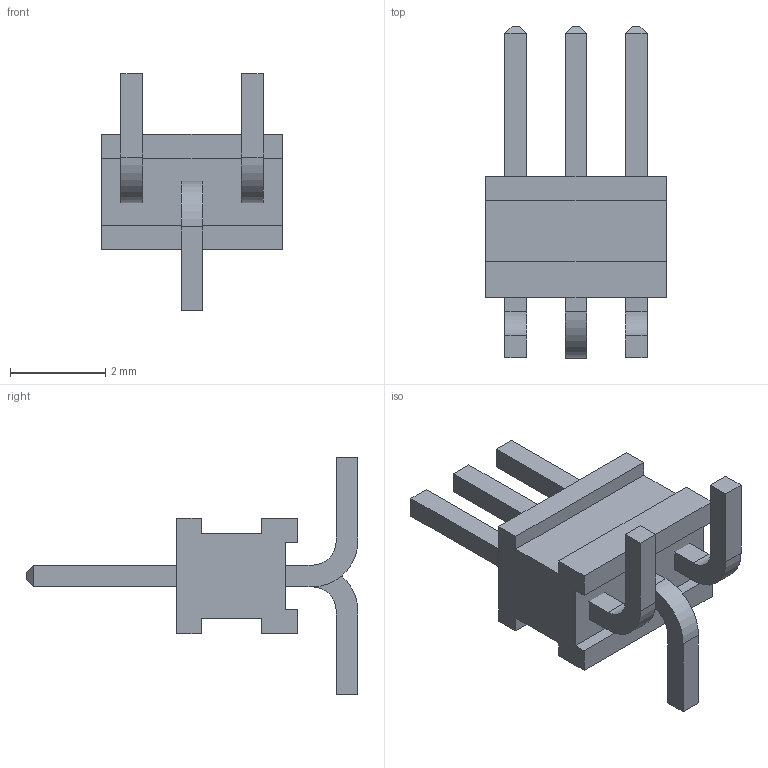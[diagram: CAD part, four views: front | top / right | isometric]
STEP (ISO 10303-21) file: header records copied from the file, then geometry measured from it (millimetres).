
FILE_DESCRIPTION(/* description */ (''),/* implementation_level */ '2;1');
FILE_NAME(/* name */ 'FTR-103-03-G-S Actual.step',/* time_stamp */ '2020-02-28T16:44:50+08:00',/* author */ (''),/* organization */ (''),/* preprocessor_version */ 'ST-DEVELOPER v18',/* originating_system */ 'Autodesk Translation Framework v8.12.0.6',/* authorisation */ '');
FILE_SCHEMA (('AUTOMOTIVE_DESIGN { 1 0 10303 214 3 1 1 }'));
Length unit declared in the file: millimetre
Products named in the file (3): FTR-103-03-G-S Actual; _FTR-103-03-G-S_body; _FTR-103-03-G-S_pins
Assembly tree (2 placements, depth 2):
  FTR-103-03-G-S Actual
    _FTR-103-03-G-S_body
    _FTR-103-03-G-S_pins
Bounding box: 3.81 x 6.99 x 4.98 mm (x, y, z)
Volume: 25 mm3; surface area: 122.1 mm2
Topology: 2 solids, 2 shells, 86 faces, 228 edges, 148 vertices
Faces by surface type: plane 80, cylinder 6
Entity records: 2805 total; most frequent: CARTESIAN_POINT 467, ORIENTED_EDGE 456, DIRECTION 422, EDGE_CURVE 228, LINE 216, VECTOR 216, VERTEX_POINT 148, AXIS2_PLACEMENT_3D 103
